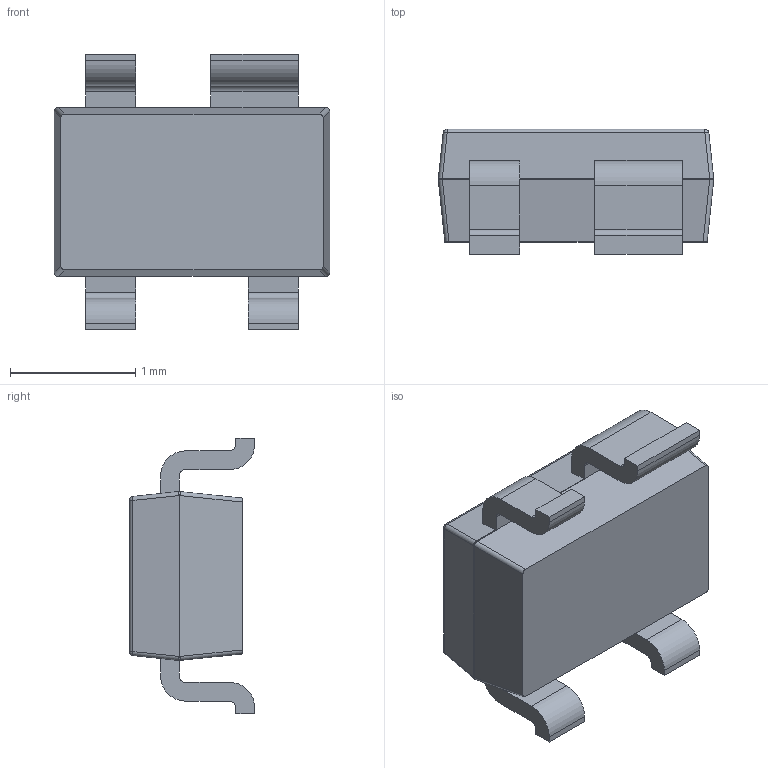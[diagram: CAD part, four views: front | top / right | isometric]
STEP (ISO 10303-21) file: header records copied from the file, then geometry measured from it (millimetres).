
FILE_DESCRIPTION (( 'STEP AP214' ), '1' );
FILE_NAME ('User Library-SOT343-1.STEP', '2015-10-26T03:49:26', ( 'Windows User' ), ( '' ), 'SwSTEP 2.0', 'SolidWorks 2015', '' );
FILE_SCHEMA (( 'AUTOMOTIVE_DESIGN' ));
Length unit declared in the file: millimetre
Products named in the file (1): User Library-SOT343-1
Bounding box: 2.2 x 1 x 2.2 mm (x, y, z)
Volume: 2.8 mm3; surface area: 16.1 mm2
Topology: 1 solids, 1 shells, 181 faces, 489 edges, 314 vertices
Faces by surface type: plane 84, bspline 51, cylinder 36, sphere 10
Entity records: 10048 total; most frequent: CARTESIAN_POINT 3804, ORIENTED_EDGE 970, DIRECTION 715, EDGE_CURVE 485, VERTEX_POINT 314, LINE 305, VECTOR 305, AXIS2_PLACEMENT_3D 205
